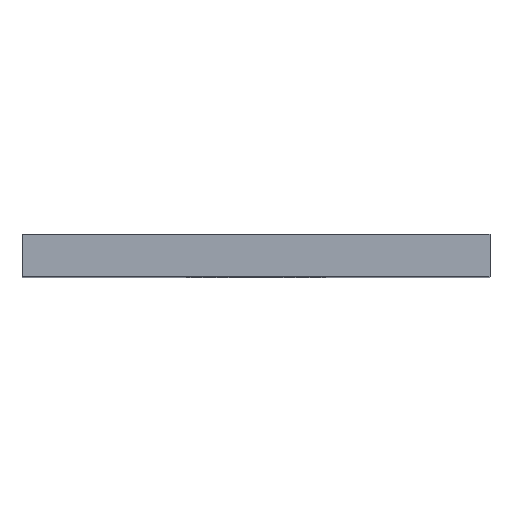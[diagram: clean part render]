
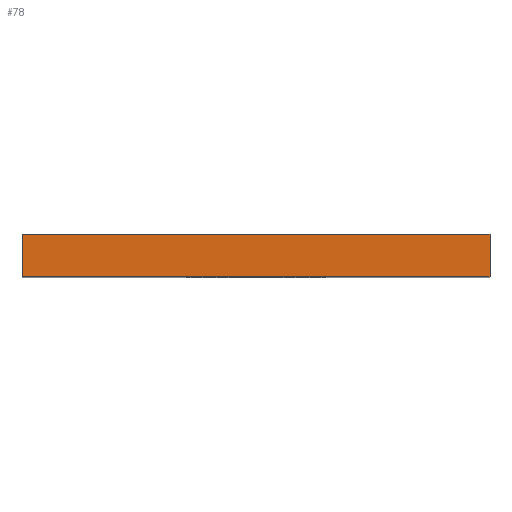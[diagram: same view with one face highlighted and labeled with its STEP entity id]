
A CAD part, top view. The second image highlights one B-rep face of the part: STEP entity #78.
In plain terms, the highlighted planar face has unit normal (0, 0, 1).
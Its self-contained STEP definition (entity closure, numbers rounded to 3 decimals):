
#42 = PLANE ( 'NONE',  #889 ) ;
#47 = CARTESIAN_POINT ( 'NONE',  ( -110., 20., 150. ) ) ;
#78 = ADVANCED_FACE ( 'NONE', ( #321 ), #42, .F. ) ;
#105 = ORIENTED_EDGE ( 'NONE', *, *, #738, .T. ) ;
#114 = ORIENTED_EDGE ( 'NONE', *, *, #1142, .F. ) ;
#116 = ORIENTED_EDGE ( 'NONE', *, *, #213, .F. ) ;
#131 = ORIENTED_EDGE ( 'NONE', *, *, #282, .T. ) ;
#213 = EDGE_CURVE ( 'NONE', #640, #394, #1085, .T. ) ;
#218 = VERTEX_POINT ( 'NONE', #886 ) ;
#242 = LINE ( 'NONE', #1158, #547 ) ;
#282 = EDGE_CURVE ( 'NONE', #218, #394, #242, .T. ) ;
#301 = CARTESIAN_POINT ( 'NONE',  ( -110., 20., 150. ) ) ;
#321 = FACE_OUTER_BOUND ( 'NONE', #772, .T. ) ;
#329 = VECTOR ( 'NONE', #569, 1000. ) ;
#351 = DIRECTION ( 'NONE',  ( 0., 0., -1. ) ) ;
#353 = DIRECTION ( 'NONE',  ( -1., 0., 0. ) ) ;
#394 = VERTEX_POINT ( 'NONE', #734 ) ;
#547 = VECTOR ( 'NONE', #1163, 1000. ) ;
#569 = DIRECTION ( 'NONE',  ( 0., -1., 0. ) ) ;
#640 = VERTEX_POINT ( 'NONE', #764 ) ;
#642 = CARTESIAN_POINT ( 'NONE',  ( -110., 20., 150. ) ) ;
#644 = CARTESIAN_POINT ( 'NONE',  ( -110., 20., 150. ) ) ;
#722 = VECTOR ( 'NONE', #1032, 1000. ) ;
#734 = CARTESIAN_POINT ( 'NONE',  ( 110., 0., 150. ) ) ;
#738 = EDGE_CURVE ( 'NONE', #1136, #218, #1084, .T. ) ;
#764 = CARTESIAN_POINT ( 'NONE',  ( 110., 20., 150. ) ) ;
#772 = EDGE_LOOP ( 'NONE', ( #131, #116, #114, #105 ) ) ;
#836 = VECTOR ( 'NONE', #953, 1000. ) ;
#886 = CARTESIAN_POINT ( 'NONE',  ( -110., 0., 150. ) ) ;
#889 = AXIS2_PLACEMENT_3D ( 'NONE', #301, #351, #353 ) ;
#919 = CARTESIAN_POINT ( 'NONE',  ( 110., 20., 150. ) ) ;
#953 = DIRECTION ( 'NONE',  ( 0., -1., 0. ) ) ;
#979 = LINE ( 'NONE', #47, #722 ) ;
#1032 = DIRECTION ( 'NONE',  ( 1., 0., 0. ) ) ;
#1084 = LINE ( 'NONE', #642, #329 ) ;
#1085 = LINE ( 'NONE', #919, #836 ) ;
#1136 = VERTEX_POINT ( 'NONE', #644 ) ;
#1142 = EDGE_CURVE ( 'NONE', #1136, #640, #979, .T. ) ;
#1158 = CARTESIAN_POINT ( 'NONE',  ( -110., 0., 150. ) ) ;
#1163 = DIRECTION ( 'NONE',  ( 1., 0., 0. ) ) ;
